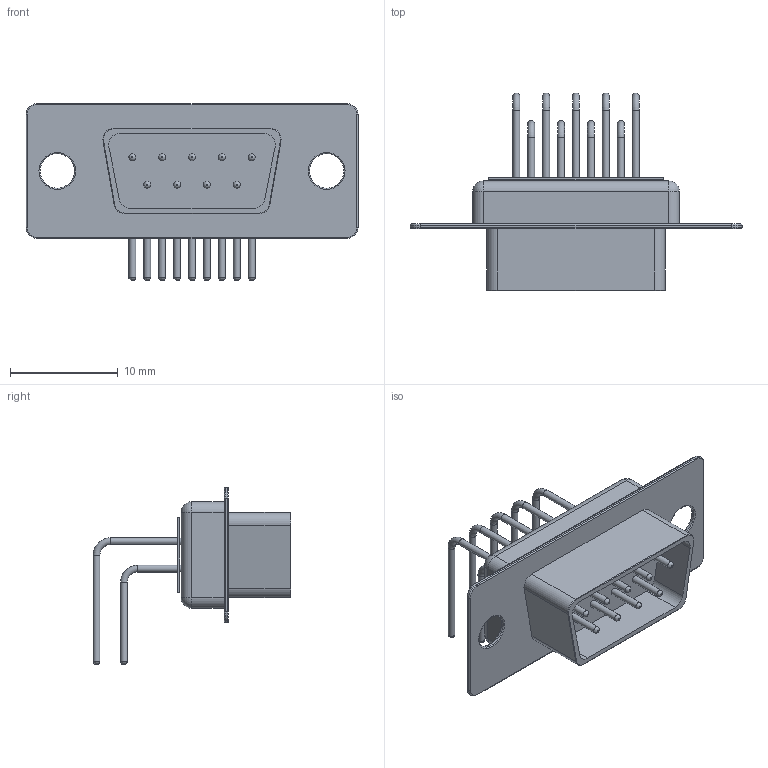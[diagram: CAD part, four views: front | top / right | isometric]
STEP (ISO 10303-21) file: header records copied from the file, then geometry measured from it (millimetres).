
FILE_DESCRIPTION(/* description */ ('model of DSUB-9_Male_Horizontal_P2.77x2.54mm_EdgePinOffset9.40mm'),/* implementation_level */ '2;1');
FILE_NAME(/* name */ 'DSUB-9_Male_Horizontal_P2.77x2.54mm_EdgePinOffset9.40mm.step',/* time_stamp */ '2019-04-08T20:57:43',/* author */ ('kicad StepUp','ksu'),/* organization */ ('FreeCAD'),/* preprocessor_version */ 'OCC',/* originating_system */ 'kicad StepUp',/* authorisation */ '');
FILE_SCHEMA(('AUTOMOTIVE_DESIGN { 1 0 10303 214 1 1 1 1 }'));
Length unit declared in the file: millimetre
Products named in the file (1): DSUB-9_Male_Horizontal_P2.77x2.54mm_EdgePinOffset9.40mm
Bounding box: 30.8 x 18.36 x 16.4 mm (x, y, z)
Volume: 1310.4 mm3; surface area: 2143.1 mm2
Topology: 1 solids, 2 shells, 181 faces, 408 edges, 232 vertices
Faces by surface type: cylinder 79, plane 51, revolution 22, torus 21, cone 4, sphere 4
Full cylindrical faces by diameter (mm): 0.64 x45, 3.2 x2
Entity records: 6514 total; most frequent: CARTESIAN_POINT 1069, DIRECTION 951, ORIENTED_EDGE 772, AXIS2_PLACEMENT_3D 387, EDGE_CURVE 386, FACE_BOUND 242, EDGE_LOOP 242, VERTEX_POINT 232
